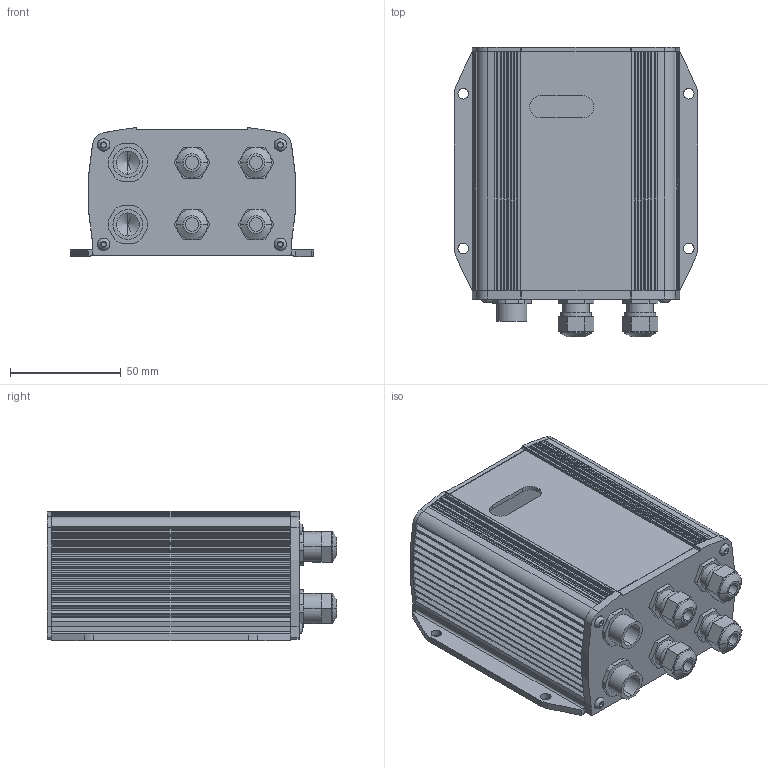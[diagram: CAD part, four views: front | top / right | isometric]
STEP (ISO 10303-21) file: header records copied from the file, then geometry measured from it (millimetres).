
FILE_DESCRIPTION((''),'2;1');
FILE_NAME('E1901302_stp.stp','2019-09-06T11:49:50',(''),(''),'Mechanical Desktop 2009','Mechanical Desktop 2009',', , ');
FILE_SCHEMA(('CONFIG_CONTROL_DESIGN'));
Length unit declared in the file: millimetre
Products named in the file (19): E1901302_STP; E1609204A; E1609204; EINPRESSGEWINDEBOLZEN_M4X10; EINPRESSGEWINDEBOLZEN_M4X10A; E1105119; E1105119A; SENKSCHRAUBE_I-6KT_M3X6; SENKSCHRAUBE_I-6KT_M3X6A; E1611166A; E1611166; KABELVERSCHRAUBUNG_M12X1.5_KURZA; KABELVERSCHRAUBUNG_M12X1.5_KURZ; ETHERNETSTECKVERBINDER_M12A; ETHERNETSTECKVERBINDER_M12; E1109281; E1109281A; DINA4V; RM_SDB
Assembly tree (30 placements, depth 4):
  E1901302_STP
    E1609204A
      E1609204
      EINPRESSGEWINDEBOLZEN_M4X10
        EINPRESSGEWINDEBOLZEN_M4X10A
    E1105119
      E1105119A
    SENKSCHRAUBE_I-6KT_M3X6  x4
      SENKSCHRAUBE_I-6KT_M3X6A
    E1611166A
      E1611166
    KABELVERSCHRAUBUNG_M12X1.5_KURZA  x4
      KABELVERSCHRAUBUNG_M12X1.5_KURZ
    ETHERNETSTECKVERBINDER_M12A  x2
      ETHERNETSTECKVERBINDER_M12
    E1109281  x4
      E1109281A
      DINA4V
    RM_SDB  x3
Bounding box: 110 x 131 x 58.4 mm (x, y, z)
Volume: 140615.6 mm3; surface area: 109976.1 mm2
Topology: 18 solids, 18 shells, 812 faces, 2085 edges, 1336 vertices
Faces by surface type: plane 403, cylinder 328, cone 75, sphere 4, bspline 2
Entity records: 17847 total; most frequent: DIRECTION 3174, CARTESIAN_POINT 3054, ORIENTED_EDGE 2958, EDGE_CURVE 1479, AXIS2_PLACEMENT_3D 1121, VERTEX_POINT 971, VECTOR 932, LINE 932
